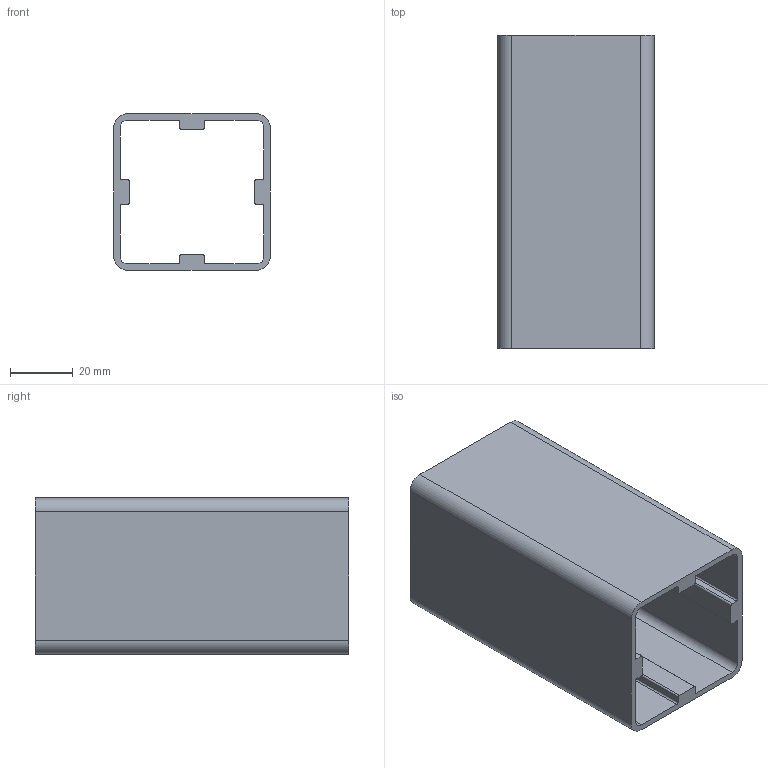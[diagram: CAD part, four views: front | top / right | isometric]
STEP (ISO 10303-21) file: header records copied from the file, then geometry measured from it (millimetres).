
FILE_DESCRIPTION(/* description */ ('PROF.QUADRO ALL. 50x50 '),/* implementation_level */ '2;1');
FILE_NAME(/* name */ 'BPRQQ0000026.stp',/* time_stamp */ '2020-05-25T23:46:01+02:00',/* author */ ('tecnico5'),/* organization */ (''),/* preprocessor_version */ 'ST-DEVELOPER v17.2',/* originating_system */ 'Autodesk Inventor 2019',/* authorisation */ '');
FILE_SCHEMA (('AUTOMOTIVE_DESIGN { 1 0 10303 214 3 1 1 }'));
Length unit declared in the file: millimetre
Products named in the file (1): BPRQQ0000026
Bounding box: 50 x 100 x 50 mm (x, y, z)
Volume: 46552.9 mm3; surface area: 40207.4 mm2
Topology: 1 solids, 1 shells, 49 faces, 141 edges, 94 vertices
Faces by surface type: plane 26, cylinder 23
Entity records: 1666 total; most frequent: DIRECTION 287, CARTESIAN_POINT 285, ORIENTED_EDGE 282, EDGE_CURVE 141, AXIS2_PLACEMENT_3D 96, LINE 95, VECTOR 95, VERTEX_POINT 94
